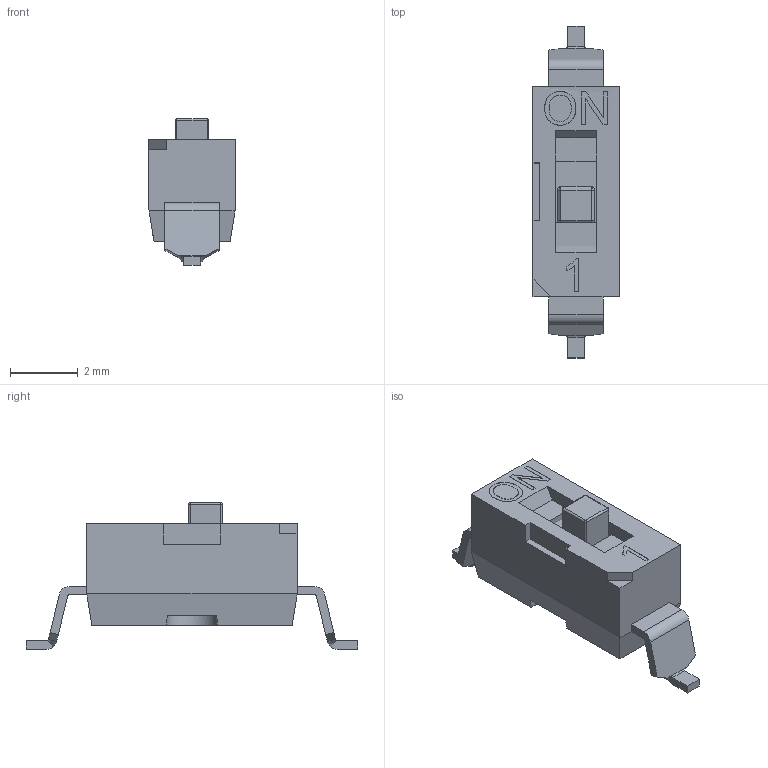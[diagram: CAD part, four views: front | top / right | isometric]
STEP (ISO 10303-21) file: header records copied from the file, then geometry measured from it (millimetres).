
FILE_DESCRIPTION(/* description */ ('','CAx-IF Rec.Pracs.---Representation and Presentation of Product Manufacturing Information (PMI)---4.0---2014-10-13'),/* implementation_level */ '2;1');
FILE_NAME(/* name */ '2.54_SMD DIP SWITCH 1P.step',/* time_stamp */ '2025-03-27T21:31:27+03:00',/* author */ (''),/* organization */ (''),/* preprocessor_version */ 'ST-DEVELOPER v20',/* originating_system */ 'Autodesk Translation Framework v13.20.0.188',/* authorisation */ '');
FILE_SCHEMA (('AP242_MANAGED_MODEL_BASED_3D_ENGINEERING_MIM_LF { 1 0 10303 442 1 1 4 }'));
Length unit declared in the file: millimetre
Products named in the file (1): SMD DIP SWITCH 1P
Bounding box: 2.54 x 9.8 x 4.32 mm (x, y, z)
Volume: 48.6 mm3; surface area: 139.4 mm2
Topology: 4 solids, 4 shells, 207 faces, 552 edges, 348 vertices
Faces by surface type: plane 134, cylinder 55, bspline 10, sphere 4, torus 4
Full cylindrical faces by diameter (mm): 0.57 x1, 0.6 x3
Entity records: 7428 total; most frequent: CARTESIAN_POINT 2183, ORIENTED_EDGE 1104, DIRECTION 1041, EDGE_CURVE 552, LINE 411, VECTOR 411, VERTEX_POINT 348, AXIS2_PLACEMENT_3D 315
